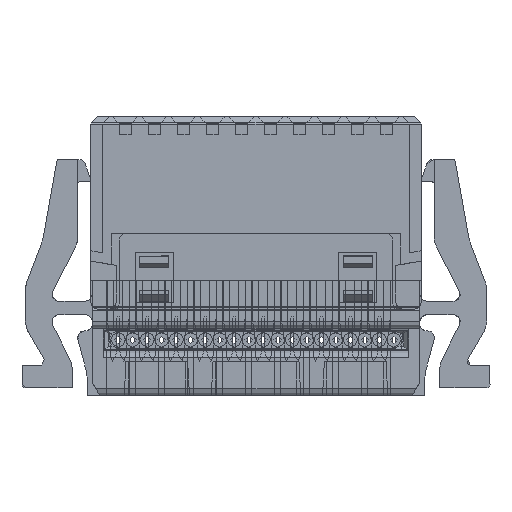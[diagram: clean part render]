
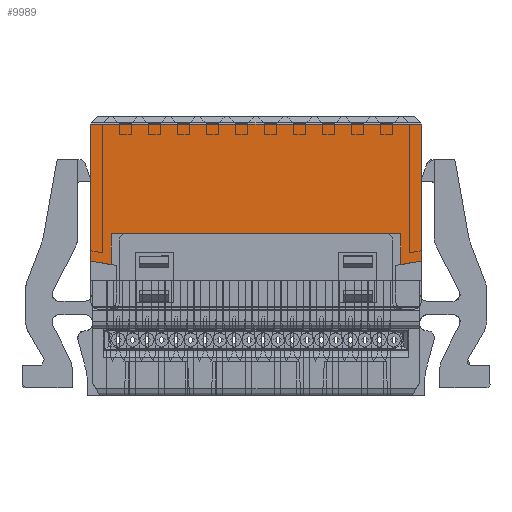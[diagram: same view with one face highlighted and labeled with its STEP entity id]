
A CAD part, front view. The second image highlights one B-rep face of the part: STEP entity #9989.
In plain terms, the highlighted planar face has unit normal (0, -1, 0).
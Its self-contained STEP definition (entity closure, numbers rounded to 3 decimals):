
#9939=AXIS2_PLACEMENT_3D('Plane Axis2P3D',#9936,#9937,#9938) ;
#3147=CARTESIAN_POINT('Vertex',(1.193,-411.925,9.429)) ;
#3150=CARTESIAN_POINT('Line Origine',(1.193,-411.925,6.439)) ;
#3154=CARTESIAN_POINT('Vertex',(1.193,-411.925,3.45)) ;
#3448=CARTESIAN_POINT('Vertex',(-13.258,-411.925,3.45)) ;
#3451=CARTESIAN_POINT('Line Origine',(-13.258,-411.925,6.439)) ;
#3455=CARTESIAN_POINT('Vertex',(-13.258,-411.925,9.429)) ;
#9936=CARTESIAN_POINT('Axis2P3D Location',(-13.502,-411.925,9.97)) ;
#9941=CARTESIAN_POINT('Line Origine',(-6.032,-411.925,9.429)) ;
#9946=CARTESIAN_POINT('Line Origine',(-12.818,-411.925,3.372)) ;
#9950=CARTESIAN_POINT('Vertex',(-12.378,-411.925,3.295)) ;
#9953=CARTESIAN_POINT('Line Origine',(-12.378,-411.925,3.972)) ;
#9957=CARTESIAN_POINT('Vertex',(-12.378,-411.925,4.65)) ;
#9960=CARTESIAN_POINT('Line Origine',(-6.033,-411.925,4.65)) ;
#9964=CARTESIAN_POINT('Vertex',(0.312,-411.925,4.65)) ;
#9967=CARTESIAN_POINT('Line Origine',(0.312,-411.925,3.972)) ;
#9971=CARTESIAN_POINT('Vertex',(0.312,-411.925,3.295)) ;
#9974=CARTESIAN_POINT('Line Origine',(0.752,-411.925,3.372)) ;
#3151=DIRECTION('Vector Direction',(0.,0.,1.)) ;
#3452=DIRECTION('Vector Direction',(0.,0.,-1.)) ;
#9937=DIRECTION('Axis2P3D Direction',(0.,-1.,0.)) ;
#9938=DIRECTION('Axis2P3D XDirection',(0.,0.,1.)) ;
#9942=DIRECTION('Vector Direction',(-1.,0.,0.)) ;
#9947=DIRECTION('Vector Direction',(0.985,0.,-0.174)) ;
#9954=DIRECTION('Vector Direction',(0.,0.,1.)) ;
#9961=DIRECTION('Vector Direction',(1.,0.,0.)) ;
#9968=DIRECTION('Vector Direction',(0.,0.,-1.)) ;
#9975=DIRECTION('Vector Direction',(0.985,0.,0.174)) ;
#3152=VECTOR('Line Direction',#3151,1.) ;
#3453=VECTOR('Line Direction',#3452,1.) ;
#9943=VECTOR('Line Direction',#9942,1.) ;
#9948=VECTOR('Line Direction',#9947,1.) ;
#9955=VECTOR('Line Direction',#9954,1.) ;
#9962=VECTOR('Line Direction',#9961,1.) ;
#9969=VECTOR('Line Direction',#9968,1.) ;
#9976=VECTOR('Line Direction',#9975,1.) ;
#9980=ORIENTED_EDGE('',*,*,#9945,.T.) ;
#9981=ORIENTED_EDGE('',*,*,#3457,.T.) ;
#9982=ORIENTED_EDGE('',*,*,#9952,.T.) ;
#9983=ORIENTED_EDGE('',*,*,#9959,.T.) ;
#9984=ORIENTED_EDGE('',*,*,#9966,.T.) ;
#9985=ORIENTED_EDGE('',*,*,#9973,.T.) ;
#9986=ORIENTED_EDGE('',*,*,#9978,.T.) ;
#9987=ORIENTED_EDGE('',*,*,#3156,.T.) ;
#9989=ADVANCED_FACE('1001\\MANIFOLD_SOLID_BREP #5294',(#9988),#9940,.T.) ;
#3156=EDGE_CURVE('',#3155,#3148,#3153,.T.) ;
#3457=EDGE_CURVE('',#3456,#3449,#3454,.T.) ;
#9945=EDGE_CURVE('',#3148,#3456,#9944,.T.) ;
#9952=EDGE_CURVE('',#3449,#9951,#9949,.T.) ;
#9959=EDGE_CURVE('',#9951,#9958,#9956,.T.) ;
#9966=EDGE_CURVE('',#9958,#9965,#9963,.T.) ;
#9973=EDGE_CURVE('',#9965,#9972,#9970,.T.) ;
#9978=EDGE_CURVE('',#9972,#3155,#9977,.T.) ;
#9979=EDGE_LOOP('',(#9980,#9981,#9982,#9983,#9984,#9985,#9986,#9987)) ;
#9988=FACE_OUTER_BOUND('',#9979,.T.) ;
#3153=LINE('Line',#3150,#3152) ;
#3454=LINE('Line',#3451,#3453) ;
#9944=LINE('Line',#9941,#9943) ;
#9949=LINE('Line',#9946,#9948) ;
#9956=LINE('Line',#9953,#9955) ;
#9963=LINE('Line',#9960,#9962) ;
#9970=LINE('Line',#9967,#9969) ;
#9977=LINE('Line',#9974,#9976) ;
#9940=PLANE('',#9939) ;
#3148=VERTEX_POINT('',#3147) ;
#3155=VERTEX_POINT('',#3154) ;
#3449=VERTEX_POINT('',#3448) ;
#3456=VERTEX_POINT('',#3455) ;
#9951=VERTEX_POINT('',#9950) ;
#9958=VERTEX_POINT('',#9957) ;
#9965=VERTEX_POINT('',#9964) ;
#9972=VERTEX_POINT('',#9971) ;
